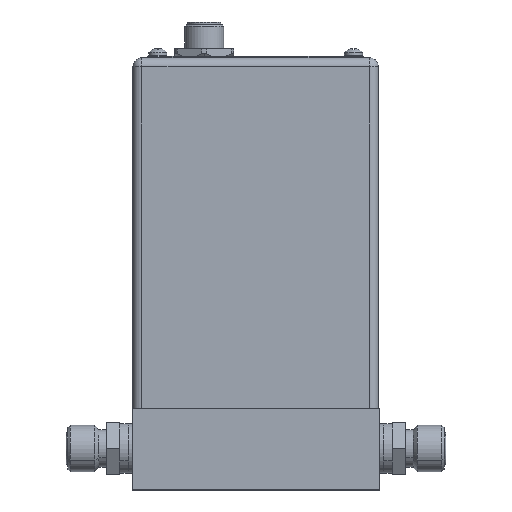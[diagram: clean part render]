
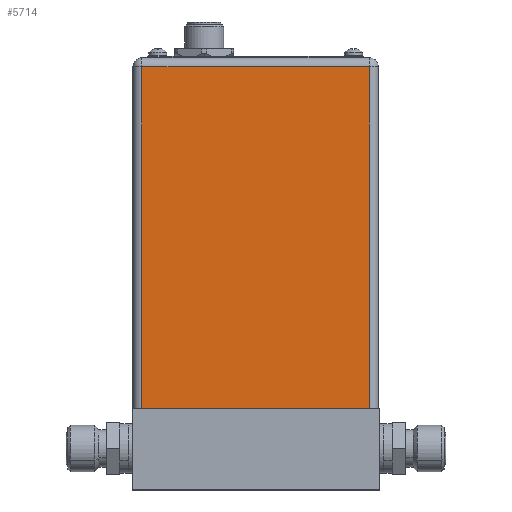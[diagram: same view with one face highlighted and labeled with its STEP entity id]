
A CAD part, top view. The second image highlights one B-rep face of the part: STEP entity #5714.
In plain terms, the highlighted planar face has unit normal (0, 0, 1).
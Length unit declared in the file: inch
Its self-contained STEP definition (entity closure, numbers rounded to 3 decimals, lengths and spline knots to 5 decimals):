
#4138=DIRECTION('',(1.,0.,0.));
#4139=VECTOR('',#4138,2.755);
#4140=CARTESIAN_POINT('',(-1.3775,0.,1.425));
#4141=LINE('',#4140,#4139);
#4388=DIRECTION('',(0.,-1.,0.));
#4389=VECTOR('',#4388,4.14);
#4390=CARTESIAN_POINT('',(1.3775,4.14,1.425));
#4391=LINE('',#4390,#4389);
#4395=DIRECTION('',(0.,-1.,0.));
#4396=VECTOR('',#4395,4.14);
#4397=CARTESIAN_POINT('',(-1.3775,4.14,1.425));
#4398=LINE('',#4397,#4396);
#4402=DIRECTION('',(1.,0.,0.));
#4403=VECTOR('',#4402,2.755);
#4404=CARTESIAN_POINT('',(-1.3775,4.14,1.425));
#4405=LINE('',#4404,#4403);
#4658=CARTESIAN_POINT('',(1.3775,0.,1.425));
#4660=VERTEX_POINT('',#4658);
#4661=CARTESIAN_POINT('',(1.3775,4.14,1.425));
#4662=VERTEX_POINT('',#4661);
#4663=CARTESIAN_POINT('',(-1.3775,4.14,1.425));
#4664=VERTEX_POINT('',#4663);
#4665=CARTESIAN_POINT('',(-1.3775,0.,1.425));
#4667=VERTEX_POINT('',#4665);
#5702=CARTESIAN_POINT('',(-1.4875,0.,1.425));
#5703=DIRECTION('',(0.,0.,1.));
#5704=DIRECTION('',(1.,0.,0.));
#5705=AXIS2_PLACEMENT_3D('',#5702,#5703,#5704);
#5706=PLANE('',#5705);
#5708=ORIENTED_EDGE('',*,*,#5707,.T.);
#5709=ORIENTED_EDGE('',*,*,#5445,.F.);
#5710=ORIENTED_EDGE('',*,*,#5671,.F.);
#5711=ORIENTED_EDGE('',*,*,#5693,.T.);
#5712=EDGE_LOOP('',(#5708,#5709,#5710,#5711));
#5713=FACE_OUTER_BOUND('',#5712,.F.);
#5714=ADVANCED_FACE('',(#5713),#5706,.T.);
#5445=EDGE_CURVE('',#4667,#4660,#4141,.T.);
#5671=EDGE_CURVE('',#4664,#4667,#4398,.T.);
#5693=EDGE_CURVE('',#4664,#4662,#4405,.T.);
#5707=EDGE_CURVE('',#4662,#4660,#4391,.T.);
